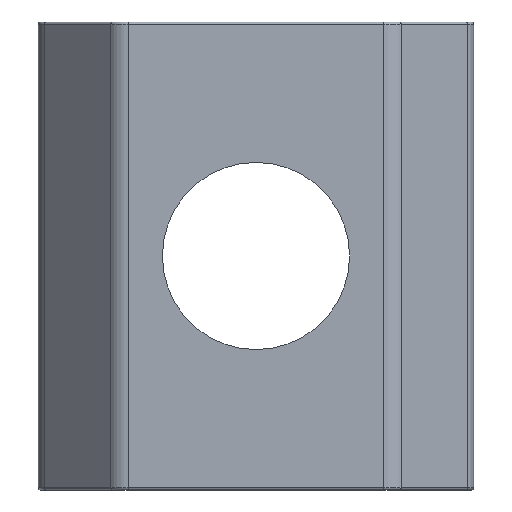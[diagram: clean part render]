
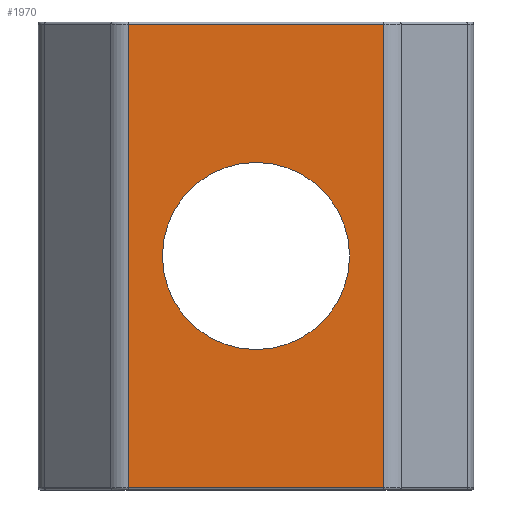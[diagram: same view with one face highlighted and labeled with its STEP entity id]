
A CAD part, front view. The second image highlights one B-rep face of the part: STEP entity #1970.
In plain terms, the highlighted planar face has unit normal (0, -1, 0).
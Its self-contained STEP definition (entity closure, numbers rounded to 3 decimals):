
#399=CARTESIAN_POINT('',(0.224,0.0,0.05));
#400=VERTEX_POINT('',#399);
#433=CARTESIAN_POINT('',(5.676,0.0,0.05));
#434=VERTEX_POINT('',#433);
#442=CARTESIAN_POINT('',(5.676,0.0,0.05));
#443=DIRECTION('',(-1.0,0.0,0.0));
#444=VECTOR('',#443,5.453);
#445=LINE('',#442,#444);
#446=EDGE_CURVE('',#434,#400,#445,.T.);
#1548=CARTESIAN_POINT('',(5.676,0.0,9.95));
#1549=VERTEX_POINT('',#1548);
#1582=CARTESIAN_POINT('',(0.224,0.0,9.95));
#1583=VERTEX_POINT('',#1582);
#1591=CARTESIAN_POINT('',(0.224,0.0,9.95));
#1592=DIRECTION('',(1.0,0.0,0.0));
#1593=VECTOR('',#1592,5.453);
#1594=LINE('',#1591,#1593);
#1595=EDGE_CURVE('',#1583,#1549,#1594,.T.);
#1938=CARTESIAN_POINT('',(0.0,0.0,0.0));
#1939=DIRECTION('',(0.0,-1.0,0.0));
#1940=DIRECTION('',(1.0,0.0,0.0));
#1941=AXIS2_PLACEMENT_3D('',#1938,#1939,#1940);
#1942=PLANE('',#1941);
#1943=ORIENTED_EDGE('',*,*,#446,.F.);
#1944=CARTESIAN_POINT('',(5.676,0.0,9.95));
#1945=DIRECTION('',(0.0,0.0,-1.0));
#1946=VECTOR('',#1945,9.9);
#1947=LINE('',#1944,#1946);
#1948=EDGE_CURVE('',#1549,#434,#1947,.T.);
#1949=ORIENTED_EDGE('',*,*,#1948,.F.);
#1950=ORIENTED_EDGE('',*,*,#1595,.F.);
#1951=CARTESIAN_POINT('',(0.224,0.0,0.05));
#1952=DIRECTION('',(0.0,0.0,1.0));
#1953=VECTOR('',#1952,9.9);
#1954=LINE('',#1951,#1953);
#1955=EDGE_CURVE('',#400,#1583,#1954,.T.);
#1956=ORIENTED_EDGE('',*,*,#1955,.F.);
#1957=EDGE_LOOP('',(#1943,#1949,#1950,#1956));
#1958=FACE_OUTER_BOUND('',#1957,.T.);
#1959=CARTESIAN_POINT('',(4.95,0.0,5.0));
#1960=VERTEX_POINT('',#1959);
#1961=CARTESIAN_POINT('',(2.95,0.0,5.0));
#1962=DIRECTION('',(0.0,1.0,0.0));
#1963=DIRECTION('',(-1.0,0.0,0.0));
#1964=AXIS2_PLACEMENT_3D('',#1961,#1962,#1963);
#1965=CIRCLE('',#1964,2.);
#1966=EDGE_CURVE('',#1960,#1960,#1965,.T.);
#1967=ORIENTED_EDGE('',*,*,#1966,.T.);
#1968=EDGE_LOOP('',(#1967));
#1969=FACE_BOUND('',#1968,.T.);
#1970=ADVANCED_FACE('',(#1958,#1969),#1942,.T.);
